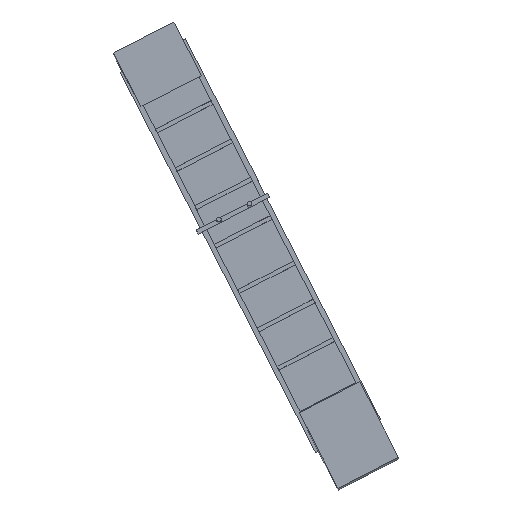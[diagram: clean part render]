
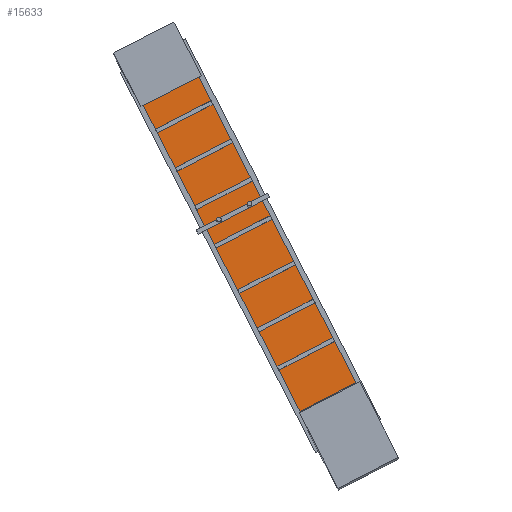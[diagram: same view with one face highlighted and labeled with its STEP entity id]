
A CAD part, front view. The second image highlights one B-rep face of the part: STEP entity #15633.
In plain terms, the highlighted face is planar.
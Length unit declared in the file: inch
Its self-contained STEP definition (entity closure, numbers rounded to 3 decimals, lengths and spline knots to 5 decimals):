
#411=FACE_OUTER_BOUND('',#1209,.T.);
#1209=EDGE_LOOP('',(#10437,#10438,#10439,#10440));
#2294=LINE('',#21303,#4504);
#2306=LINE('',#21330,#4516);
#2313=LINE('',#21341,#4523);
#2314=LINE('',#21343,#4524);
#4504=VECTOR('',#17448,0.3937);
#4516=VECTOR('',#17468,0.3937);
#4523=VECTOR('',#17481,0.3937);
#4524=VECTOR('',#17484,0.3937);
#6712=VERTEX_POINT('',#21297);
#6714=VERTEX_POINT('',#21301);
#6723=VERTEX_POINT('',#21326);
#6725=VERTEX_POINT('',#21329);
#8190=EDGE_CURVE('',#6712,#6714,#2294,.T.);
#8202=EDGE_CURVE('',#6725,#6723,#2306,.T.);
#8209=EDGE_CURVE('',#6725,#6714,#2313,.T.);
#8210=EDGE_CURVE('',#6712,#6723,#2314,.T.);
#10437=ORIENTED_EDGE('',*,*,#8190,.T.);
#10438=ORIENTED_EDGE('',*,*,#8209,.F.);
#10439=ORIENTED_EDGE('',*,*,#8202,.T.);
#10440=ORIENTED_EDGE('',*,*,#8210,.F.);
#14837=PLANE('',#16627);
#15633=ADVANCED_FACE('',(#411),#14837,.T.);
#16627=AXIS2_PLACEMENT_3D('',#21342,#17482,#17483);
#17448=DIRECTION('',(0.,0.,1.));
#17468=DIRECTION('',(0.,0.,-1.));
#17481=DIRECTION('',(1.,0.,0.));
#17482=DIRECTION('center_axis',(0.,-1.,0.));
#17483=DIRECTION('ref_axis',(-1.,0.,0.));
#17484=DIRECTION('',(-1.,0.,0.));
#21297=CARTESIAN_POINT('',(32.5,-3.,-415.75));
#21301=CARTESIAN_POINT('',(32.5,-3.,0.));
#21303=CARTESIAN_POINT('',(32.5,-3.,0.));
#21326=CARTESIAN_POINT('',(-32.5,-3.,-415.75));
#21329=CARTESIAN_POINT('',(-32.5,-3.,0.));
#21330=CARTESIAN_POINT('',(-32.5,-3.,0.));
#21341=CARTESIAN_POINT('',(-33.,-3.,0.));
#21342=CARTESIAN_POINT('Origin',(33.,-3.,0.));
#21343=CARTESIAN_POINT('',(-33.,-3.,-415.75));
